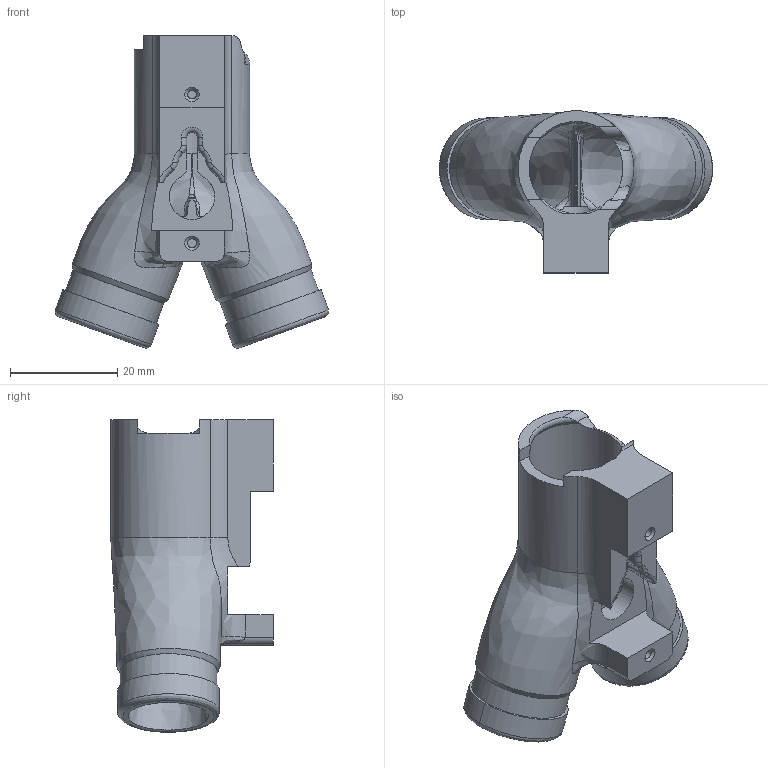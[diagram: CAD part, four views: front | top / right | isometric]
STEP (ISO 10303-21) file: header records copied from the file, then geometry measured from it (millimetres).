
FILE_DESCRIPTION (( 'STEP AP214' ), '1' );
FILE_NAME ('CPAP_Splitter.STEP', '2023-05-18T11:12:56', ( '' ), ( '' ), 'SwSTEP 2.0', 'SolidWorks 2021', '' );
FILE_SCHEMA (( 'AUTOMOTIVE_DESIGN' ));
Length unit declared in the file: millimetre
Products named in the file (1): CPAP_Splitter
Bounding box: 50.94 x 30.25 x 58.22 mm (x, y, z)
Volume: 12291.2 mm3; surface area: 10865.5 mm2
Topology: 1 solids, 1 shells, 126 faces, 341 edges, 210 vertices
Faces by surface type: bspline 43, plane 35, cylinder 31, torus 15, cone 2
Full cylindrical faces by diameter (mm): 1.65 x2, 18 x2
Entity records: 21589 total; most frequent: CARTESIAN_POINT 18919, ORIENTED_EDGE 612, DIRECTION 439, EDGE_CURVE 306, VERTEX_POINT 198, AXIS2_PLACEMENT_3D 180, EDGE_LOOP 148, FACE_OUTER_BOUND 140
